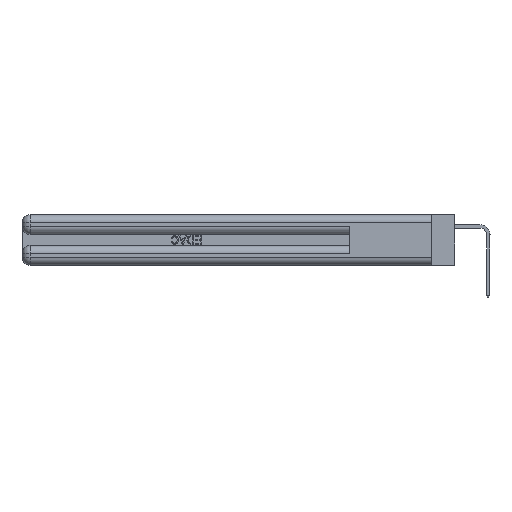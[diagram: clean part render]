
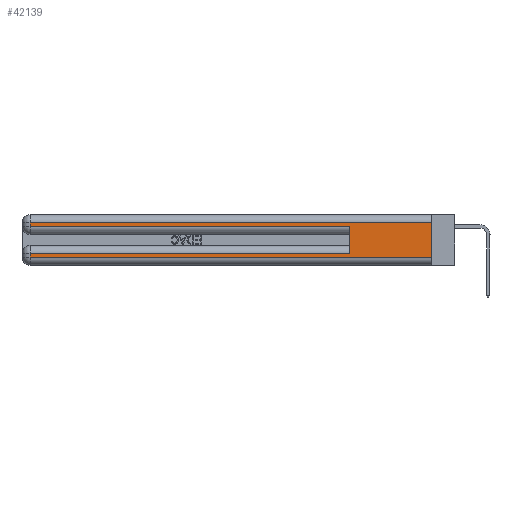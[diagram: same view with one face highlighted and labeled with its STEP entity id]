
A CAD part, left-side view. The second image highlights one B-rep face of the part: STEP entity #42139.
In plain terms, the highlighted planar face has unit normal (-1, 0, 0).
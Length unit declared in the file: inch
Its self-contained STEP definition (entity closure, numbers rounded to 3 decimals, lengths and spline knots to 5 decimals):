
#933 = DIRECTION ( 'NONE',  ( 0., 1., 0. ) ) ;
#939 = CARTESIAN_POINT ( 'NONE',  ( 0., 0., 0.06 ) ) ;
#1223 = VECTOR ( 'NONE', #39851, 39.37008 ) ;
#2177 = VERTEX_POINT ( 'NONE', #32575 ) ;
#2715 = CARTESIAN_POINT ( 'NONE',  ( 0., 0.6, 0.285 ) ) ;
#2732 = ORIENTED_EDGE ( 'NONE', *, *, #40337, .T. ) ;
#3178 = CARTESIAN_POINT ( 'NONE',  ( 0., 0., 0.285 ) ) ;
#3946 = VERTEX_POINT ( 'NONE', #2715 ) ;
#4876 = VERTEX_POINT ( 'NONE', #7798 ) ;
#7798 = CARTESIAN_POINT ( 'NONE',  ( 0., 2.94, 0.285 ) ) ;
#9153 = DIRECTION ( 'NONE',  ( 0., 0., 1. ) ) ;
#9493 = EDGE_CURVE ( 'NONE', #26976, #19924, #24701, .T. ) ;
#9943 = EDGE_CURVE ( 'NONE', #17216, #28659, #41285, .T. ) ;
#10882 = VECTOR ( 'NONE', #9153, 39.37008 ) ;
#11552 = CARTESIAN_POINT ( 'NONE',  ( 0., 0., 0.085 ) ) ;
#11748 = CARTESIAN_POINT ( 'NONE',  ( 0., 2.94, 0.37 ) ) ;
#14616 = ORIENTED_EDGE ( 'NONE', *, *, #28932, .F. ) ;
#14707 = EDGE_LOOP ( 'NONE', ( #37360, #2732, #21427, #19523, #14616, #15017, #26965, #32101 ) ) ;
#14878 = DIRECTION ( 'NONE',  ( 0., 1., 0. ) ) ;
#15017 = ORIENTED_EDGE ( 'NONE', *, *, #9493, .T. ) ;
#15077 = DIRECTION ( 'NONE',  ( 0., 0., -1. ) ) ;
#15099 = DIRECTION ( 'NONE',  ( 0., 0., -1. ) ) ;
#15526 = CARTESIAN_POINT ( 'NONE',  ( 0., 2.94, 0.085 ) ) ;
#15908 = DIRECTION ( 'NONE',  ( 0., -1., 0. ) ) ;
#17216 = VERTEX_POINT ( 'NONE', #30133 ) ;
#17598 = CARTESIAN_POINT ( 'NONE',  ( 0., 0., 0.31 ) ) ;
#18175 = LINE ( 'NONE', #35052, #25997 ) ;
#19523 = ORIENTED_EDGE ( 'NONE', *, *, #21853, .T. ) ;
#19924 = VERTEX_POINT ( 'NONE', #15526 ) ;
#21427 = ORIENTED_EDGE ( 'NONE', *, *, #32392, .T. ) ;
#21853 = EDGE_CURVE ( 'NONE', #4876, #3946, #27841, .T. ) ;
#21970 = DIRECTION ( 'NONE',  ( 0., 0., -1. ) ) ;
#22150 = VECTOR ( 'NONE', #23926, 39.37008 ) ;
#22454 = CARTESIAN_POINT ( 'NONE',  ( 0., 0., 0.06 ) ) ;
#22515 = VERTEX_POINT ( 'NONE', #27449 ) ;
#23926 = DIRECTION ( 'NONE',  ( 0., 0., -1. ) ) ;
#24701 = LINE ( 'NONE', #11552, #42370 ) ;
#25723 = CARTESIAN_POINT ( 'NONE',  ( 0., 0.6, 0.145 ) ) ;
#25997 = VECTOR ( 'NONE', #15099, 39.37008 ) ;
#26965 = ORIENTED_EDGE ( 'NONE', *, *, #28799, .T. ) ;
#26976 = VERTEX_POINT ( 'NONE', #31237 ) ;
#27449 = CARTESIAN_POINT ( 'NONE',  ( 0., 0., 0.31 ) ) ;
#27841 = LINE ( 'NONE', #3178, #1223 ) ;
#28552 = CARTESIAN_POINT ( 'NONE',  ( 0., 0., 0.37 ) ) ;
#28590 = FACE_OUTER_BOUND ( 'NONE', #14707, .T. ) ;
#28659 = VERTEX_POINT ( 'NONE', #939 ) ;
#28799 = EDGE_CURVE ( 'NONE', #19924, #17216, #18175, .T. ) ;
#28932 = EDGE_CURVE ( 'NONE', #26976, #3946, #30656, .T. ) ;
#30133 = CARTESIAN_POINT ( 'NONE',  ( 0., 2.94, 0.06 ) ) ;
#30656 = LINE ( 'NONE', #25723, #10882 ) ;
#30813 = VECTOR ( 'NONE', #933, 39.37008 ) ;
#31078 = LINE ( 'NONE', #11748, #37807 ) ;
#31237 = CARTESIAN_POINT ( 'NONE',  ( 0., 0.6, 0.085 ) ) ;
#32069 = LINE ( 'NONE', #37160, #22150 ) ;
#32101 = ORIENTED_EDGE ( 'NONE', *, *, #9943, .T. ) ;
#32392 = EDGE_CURVE ( 'NONE', #2177, #4876, #31078, .T. ) ;
#32457 = VECTOR ( 'NONE', #15908, 39.37008 ) ;
#32575 = CARTESIAN_POINT ( 'NONE',  ( 0., 2.94, 0.31 ) ) ;
#33266 = AXIS2_PLACEMENT_3D ( 'NONE', #28552, #41889, #21970 ) ;
#35052 = CARTESIAN_POINT ( 'NONE',  ( 0., 2.94, 0.37 ) ) ;
#37160 = CARTESIAN_POINT ( 'NONE',  ( 0., 0., 0.37 ) ) ;
#37360 = ORIENTED_EDGE ( 'NONE', *, *, #37464, .F. ) ;
#37464 = EDGE_CURVE ( 'NONE', #22515, #28659, #32069, .T. ) ;
#37807 = VECTOR ( 'NONE', #15077, 39.37008 ) ;
#38539 = PLANE ( 'NONE',  #33266 ) ;
#39851 = DIRECTION ( 'NONE',  ( 0., -1., 0. ) ) ;
#40337 = EDGE_CURVE ( 'NONE', #22515, #2177, #40692, .T. ) ;
#40692 = LINE ( 'NONE', #17598, #30813 ) ;
#41285 = LINE ( 'NONE', #22454, #32457 ) ;
#41889 = DIRECTION ( 'NONE',  ( 1., 0., 0. ) ) ;
#42139 = ADVANCED_FACE ( 'NONE', ( #28590 ), #38539, .F. ) ;
#42370 = VECTOR ( 'NONE', #14878, 39.37008 ) ;
